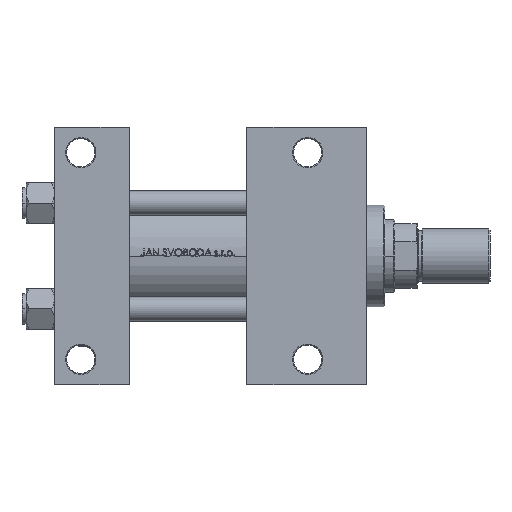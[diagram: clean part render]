
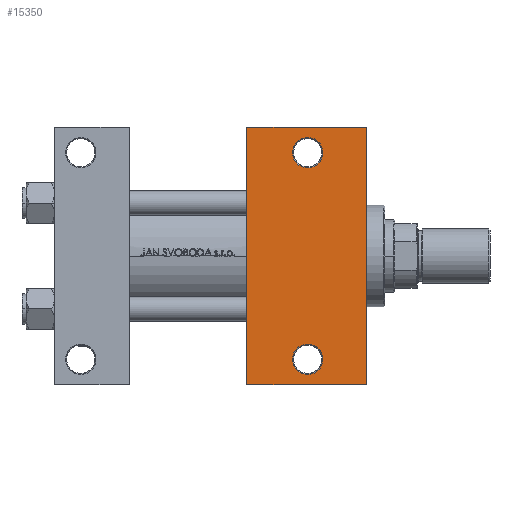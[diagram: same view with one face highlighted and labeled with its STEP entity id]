
A CAD part, front view. The second image highlights one B-rep face of the part: STEP entity #15350.
In plain terms, the highlighted face is planar.
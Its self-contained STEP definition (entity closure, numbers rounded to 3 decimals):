
#2883 = EDGE_LOOP ( 'NONE', ( #3683, #2980 ) ) ;
#2980 = ORIENTED_EDGE ( 'NONE', *, *, #49903, .T. ) ;
#3154 = AXIS2_PLACEMENT_3D ( 'NONE', #16220, #31907, #43796 ) ;
#3683 = ORIENTED_EDGE ( 'NONE', *, *, #26254, .T. ) ;
#3815 = VERTEX_POINT ( 'NONE', #28752 ) ;
#4833 = DIRECTION ( 'NONE',  ( 0., 0., 1. ) ) ;
#4882 = LINE ( 'NONE', #20323, #48289 ) ;
#5095 = CIRCLE ( 'NONE', #26107, 7.5 ) ;
#5109 = ORIENTED_EDGE ( 'NONE', *, *, #47789, .T. ) ;
#6597 = VERTEX_POINT ( 'NONE', #26069 ) ;
#8114 = LINE ( 'NONE', #46568, #19140 ) ;
#9074 = FACE_BOUND ( 'NONE', #26074, .T. ) ;
#10082 = ORIENTED_EDGE ( 'NONE', *, *, #35867, .T. ) ;
#10473 = DIRECTION ( 'NONE',  ( -1., 0., 0. ) ) ;
#10858 = LINE ( 'NONE', #22258, #21713 ) ;
#11794 = EDGE_CURVE ( 'NONE', #3815, #20161, #13810, .T. ) ;
#12030 = CIRCLE ( 'NONE', #3154, 7.5 ) ;
#12876 = EDGE_LOOP ( 'NONE', ( #19544, #20401, #10082, #45057 ) ) ;
#13075 = VERTEX_POINT ( 'NONE', #46362 ) ;
#13810 = LINE ( 'NONE', #29749, #20312 ) ;
#14653 = DIRECTION ( 'NONE',  ( 0., 0., 1. ) ) ;
#14769 = VERTEX_POINT ( 'NONE', #18291 ) ;
#15350 = ADVANCED_FACE ( 'NONE', ( #43747, #9074, #28813 ), #32615, .T. ) ;
#16039 = CIRCLE ( 'NONE', #17783, 7.5 ) ;
#16220 = CARTESIAN_POINT ( 'NONE',  ( 125., -51., -37.5 ) ) ;
#17783 = AXIS2_PLACEMENT_3D ( 'NONE', #44631, #28693, #10473 ) ;
#18190 = CARTESIAN_POINT ( 'NONE',  ( 125., 51., -37.5 ) ) ;
#18291 = CARTESIAN_POINT ( 'NONE',  ( 117.5, 51., -37.5 ) ) ;
#19063 = EDGE_CURVE ( 'NONE', #26384, #6597, #5095, .T. ) ;
#19140 = VECTOR ( 'NONE', #27590, 1000. ) ;
#19301 = VERTEX_POINT ( 'NONE', #30361 ) ;
#19544 = ORIENTED_EDGE ( 'NONE', *, *, #45300, .F. ) ;
#20161 = VERTEX_POINT ( 'NONE', #20711 ) ;
#20312 = VECTOR ( 'NONE', #25447, 1000. ) ;
#20323 = CARTESIAN_POINT ( 'NONE',  ( 95., 37.5, -37.5 ) ) ;
#20401 = ORIENTED_EDGE ( 'NONE', *, *, #11794, .T. ) ;
#20711 = CARTESIAN_POINT ( 'NONE',  ( 154., 63.5, -37.5 ) ) ;
#21713 = VECTOR ( 'NONE', #37700, 1000. ) ;
#22258 = CARTESIAN_POINT ( 'NONE',  ( 154., 37.5, -37.5 ) ) ;
#25447 = DIRECTION ( 'NONE',  ( 1., 0., 0. ) ) ;
#26069 = CARTESIAN_POINT ( 'NONE',  ( 117.5, -51., -37.5 ) ) ;
#26074 = EDGE_LOOP ( 'NONE', ( #5109, #26193 ) ) ;
#26107 = AXIS2_PLACEMENT_3D ( 'NONE', #31918, #4833, #43306 ) ;
#26193 = ORIENTED_EDGE ( 'NONE', *, *, #19063, .T. ) ;
#26254 = EDGE_CURVE ( 'NONE', #14769, #28916, #49671, .T. ) ;
#26384 = VERTEX_POINT ( 'NONE', #50062 ) ;
#27590 = DIRECTION ( 'NONE',  ( -1., 0., 0. ) ) ;
#28693 = DIRECTION ( 'NONE',  ( 0., 0., 1. ) ) ;
#28752 = CARTESIAN_POINT ( 'NONE',  ( 95., 63.5, -37.5 ) ) ;
#28813 = FACE_OUTER_BOUND ( 'NONE', #12876, .T. ) ;
#28916 = VERTEX_POINT ( 'NONE', #36732 ) ;
#29749 = CARTESIAN_POINT ( 'NONE',  ( 95., 63.5, -37.5 ) ) ;
#29841 = DIRECTION ( 'NONE',  ( -1., 0., 0. ) ) ;
#30361 = CARTESIAN_POINT ( 'NONE',  ( 154., -63.5, -37.5 ) ) ;
#31907 = DIRECTION ( 'NONE',  ( 0., 0., 1. ) ) ;
#31918 = CARTESIAN_POINT ( 'NONE',  ( 125., -51., -37.5 ) ) ;
#32027 = EDGE_CURVE ( 'NONE', #19301, #13075, #8114, .T. ) ;
#32615 = PLANE ( 'NONE',  #34060 ) ;
#34060 = AXIS2_PLACEMENT_3D ( 'NONE', #43497, #47032, #39455 ) ;
#35867 = EDGE_CURVE ( 'NONE', #20161, #19301, #10858, .T. ) ;
#36732 = CARTESIAN_POINT ( 'NONE',  ( 132.5, 51., -37.5 ) ) ;
#37700 = DIRECTION ( 'NONE',  ( 0., -1., 0. ) ) ;
#39455 = DIRECTION ( 'NONE',  ( -1., 0., 0. ) ) ;
#39566 = DIRECTION ( 'NONE',  ( 0., -1., 0. ) ) ;
#43306 = DIRECTION ( 'NONE',  ( -1., 0., 0. ) ) ;
#43497 = CARTESIAN_POINT ( 'NONE',  ( 154., 37.5, -37.5 ) ) ;
#43747 = FACE_BOUND ( 'NONE', #2883, .T. ) ;
#43796 = DIRECTION ( 'NONE',  ( -1., 0., 0. ) ) ;
#44631 = CARTESIAN_POINT ( 'NONE',  ( 125., 51., -37.5 ) ) ;
#45057 = ORIENTED_EDGE ( 'NONE', *, *, #32027, .T. ) ;
#45300 = EDGE_CURVE ( 'NONE', #3815, #13075, #4882, .T. ) ;
#46362 = CARTESIAN_POINT ( 'NONE',  ( 95., -63.5, -37.5 ) ) ;
#46409 = AXIS2_PLACEMENT_3D ( 'NONE', #18190, #14653, #29841 ) ;
#46568 = CARTESIAN_POINT ( 'NONE',  ( 95., -63.5, -37.5 ) ) ;
#47032 = DIRECTION ( 'NONE',  ( 0., 0., -1. ) ) ;
#47789 = EDGE_CURVE ( 'NONE', #6597, #26384, #12030, .T. ) ;
#48289 = VECTOR ( 'NONE', #39566, 1000. ) ;
#49671 = CIRCLE ( 'NONE', #46409, 7.5 ) ;
#49903 = EDGE_CURVE ( 'NONE', #28916, #14769, #16039, .T. ) ;
#50062 = CARTESIAN_POINT ( 'NONE',  ( 132.5, -51., -37.5 ) ) ;
